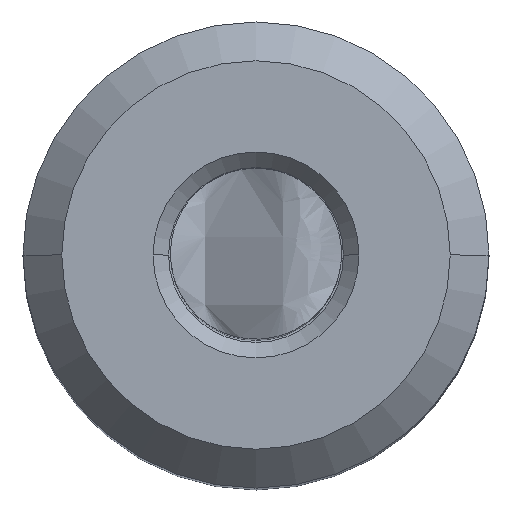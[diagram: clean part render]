
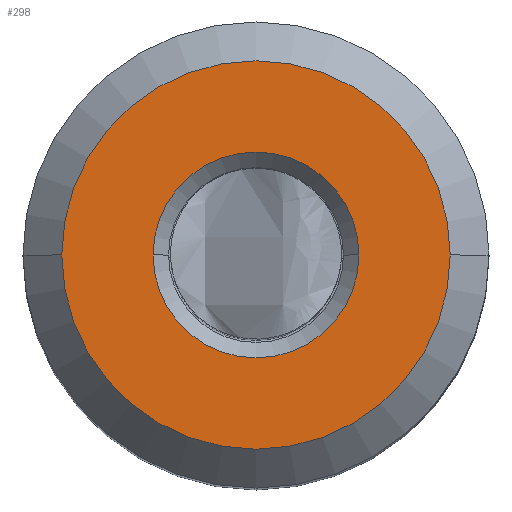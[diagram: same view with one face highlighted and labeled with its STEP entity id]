
A CAD part, top view. The second image highlights one B-rep face of the part: STEP entity #298.
In plain terms, the highlighted planar face has unit normal (0, 0, 1).
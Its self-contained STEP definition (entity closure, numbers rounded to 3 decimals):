
#6=CARTESIAN_POINT('',(0.,0.,0.));
#7=DIRECTION('',(0.,0.,1.));
#8=DIRECTION('',(1.,0.,0.));
#9=AXIS2_PLACEMENT_3D('',#6,#7,#8);
#204=CARTESIAN_POINT('',(0.,0.,0.));
#205=DIRECTION('',(0.,0.,-1.));
#206=DIRECTION('',(1.,0.,0.));
#207=AXIS2_PLACEMENT_3D('',#204,#205,#206);
#213=CARTESIAN_POINT('',(0.,0.,0.));
#214=DIRECTION('',(0.,0.,-1.));
#215=DIRECTION('',(1.,0.,0.));
#216=AXIS2_PLACEMENT_3D('',#213,#214,#215);
#231=CARTESIAN_POINT('',(0.,0.,0.));
#232=DIRECTION('',(0.,0.,1.));
#233=DIRECTION('',(1.,0.,0.));
#234=AXIS2_PLACEMENT_3D('',#231,#232,#233);
#257=CARTESIAN_POINT('',(2.5,0.,0.));
#258=CARTESIAN_POINT('',(-2.5,0.,0.));
#259=VERTEX_POINT('',#257);
#260=VERTEX_POINT('',#258);
#269=CARTESIAN_POINT('',(1.325,0.,0.));
#270=CARTESIAN_POINT('',(-1.325,0.,0.));
#271=VERTEX_POINT('',#269);
#272=VERTEX_POINT('',#270);
#281=CARTESIAN_POINT('',(0.,0.,0.));
#282=DIRECTION('',(0.,0.,1.));
#283=DIRECTION('',(-1.,0.,0.));
#284=AXIS2_PLACEMENT_3D('',#281,#282,#283);
#285=PLANE('',#284);
#287=ORIENTED_EDGE('',*,*,#286,.F.);
#289=ORIENTED_EDGE('',*,*,#288,.T.);
#290=EDGE_LOOP('',(#287,#289));
#291=FACE_OUTER_BOUND('',#290,.F.);
#293=ORIENTED_EDGE('',*,*,#292,.F.);
#295=ORIENTED_EDGE('',*,*,#294,.T.);
#296=EDGE_LOOP('',(#293,#295));
#297=FACE_BOUND('',#296,.F.);
#298=ADVANCED_FACE('',(#291,#297),#285,.T.);
#10=CIRCLE('',#9,2.5);
#208=CIRCLE('',#207,2.5);
#217=CIRCLE('',#216,1.325);
#235=CIRCLE('',#234,1.325);
#286=EDGE_CURVE('',#259,#260,#10,.T.);
#288=EDGE_CURVE('',#259,#260,#208,.T.);
#292=EDGE_CURVE('',#271,#272,#217,.T.);
#294=EDGE_CURVE('',#271,#272,#235,.T.);
